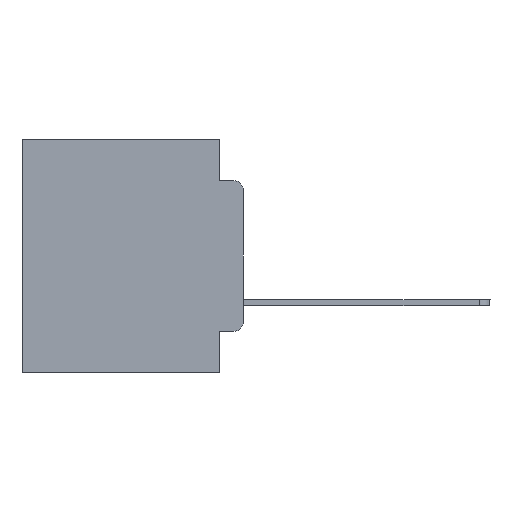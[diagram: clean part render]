
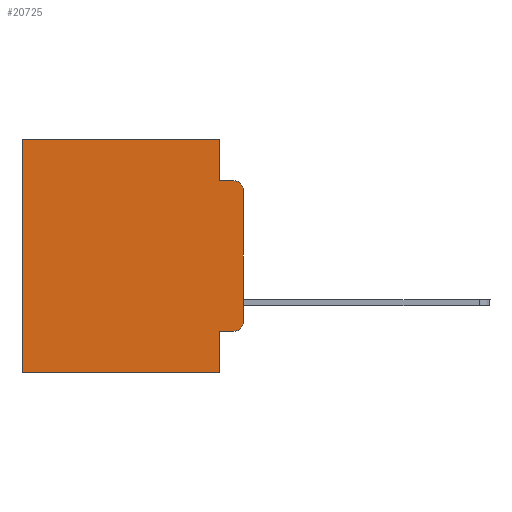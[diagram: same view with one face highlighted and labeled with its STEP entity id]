
A CAD part, left-side view. The second image highlights one B-rep face of the part: STEP entity #20725.
In plain terms, the highlighted planar face has unit normal (-1, 0, 0).
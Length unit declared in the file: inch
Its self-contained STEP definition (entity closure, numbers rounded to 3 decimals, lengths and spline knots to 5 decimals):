
#245 = DIRECTION ( 'NONE',  ( 0., 0., -1. ) ) ;
#461 = EDGE_CURVE ( 'NONE', #11264, #23075, #18841, .T. ) ;
#507 = ORIENTED_EDGE ( 'NONE', *, *, #11318, .F. ) ;
#826 = DIRECTION ( 'NONE',  ( 0., 0., -1. ) ) ;
#839 = CIRCLE ( 'NONE', #14263, 0.02 ) ;
#1719 = EDGE_CURVE ( 'NONE', #10005, #7501, #5329, .T. ) ;
#1758 = PLANE ( 'NONE',  #25348 ) ;
#1811 = EDGE_CURVE ( 'NONE', #3325, #23075, #23226, .T. ) ;
#1847 = CARTESIAN_POINT ( 'NONE',  ( 0.298, 0., 0. ) ) ;
#1905 = LINE ( 'NONE', #17861, #12062 ) ;
#2127 = LINE ( 'NONE', #21193, #10895 ) ;
#2145 = VECTOR ( 'NONE', #19264, 39.37008 ) ;
#2474 = DIRECTION ( 'NONE',  ( 0., 0., -1. ) ) ;
#2915 = EDGE_LOOP ( 'NONE', ( #507, #21568, #6751, #15018, #8777, #5663, #24323, #13921, #7082, #21066 ) ) ;
#3325 = VERTEX_POINT ( 'NONE', #25307 ) ;
#4296 = CARTESIAN_POINT ( 'NONE',  ( 0.298, 0.051, 0. ) ) ;
#4357 = DIRECTION ( 'NONE',  ( 0., 1., 0. ) ) ;
#4628 = DIRECTION ( 'NONE',  ( 0., -1., 0. ) ) ;
#4755 = CIRCLE ( 'NONE', #8555, 0.02 ) ;
#5329 = LINE ( 'NONE', #28577, #2145 ) ;
#5663 = ORIENTED_EDGE ( 'NONE', *, *, #461, .T. ) ;
#6503 = CARTESIAN_POINT ( 'NONE',  ( 0.298, 0., -0.5 ) ) ;
#6510 = CARTESIAN_POINT ( 'NONE',  ( 0.298, 0.02, -0.1085 ) ) ;
#6751 = ORIENTED_EDGE ( 'NONE', *, *, #1719, .F. ) ;
#7082 = ORIENTED_EDGE ( 'NONE', *, *, #12773, .T. ) ;
#7501 = VERTEX_POINT ( 'NONE', #16610 ) ;
#7956 = CARTESIAN_POINT ( 'NONE',  ( 0.298, 0.473, -0.5 ) ) ;
#8083 = CARTESIAN_POINT ( 'NONE',  ( 0.298, 0.02, -0.3915 ) ) ;
#8555 = AXIS2_PLACEMENT_3D ( 'NONE', #6510, #13669, #245 ) ;
#8777 = ORIENTED_EDGE ( 'NONE', *, *, #12932, .T. ) ;
#9186 = CARTESIAN_POINT ( 'NONE',  ( 0.298, 0.02, -0.4115 ) ) ;
#9333 = VECTOR ( 'NONE', #19943, 39.37008 ) ;
#9563 = VERTEX_POINT ( 'NONE', #25015 ) ;
#10005 = VERTEX_POINT ( 'NONE', #26347 ) ;
#10798 = DIRECTION ( 'NONE',  ( 0., 1., 0. ) ) ;
#10895 = VECTOR ( 'NONE', #826, 39.37008 ) ;
#11264 = VERTEX_POINT ( 'NONE', #15683 ) ;
#11318 = EDGE_CURVE ( 'NONE', #9563, #25045, #21303, .T. ) ;
#11512 = CARTESIAN_POINT ( 'NONE',  ( 0.298, 0.473, 0. ) ) ;
#12062 = VECTOR ( 'NONE', #4628, 39.37008 ) ;
#12255 = VERTEX_POINT ( 'NONE', #27020 ) ;
#12373 = FACE_OUTER_BOUND ( 'NONE', #2915, .T. ) ;
#12440 = LINE ( 'NONE', #1847, #24415 ) ;
#12682 = DIRECTION ( 'NONE',  ( 1., 0., 0. ) ) ;
#12773 = EDGE_CURVE ( 'NONE', #12255, #13399, #1905, .T. ) ;
#12932 = EDGE_CURVE ( 'NONE', #26645, #11264, #12440, .T. ) ;
#13399 = VERTEX_POINT ( 'NONE', #9186 ) ;
#13669 = DIRECTION ( 'NONE',  ( -1., 0., 0. ) ) ;
#13914 = CARTESIAN_POINT ( 'NONE',  ( 0.298, 0.051, 0. ) ) ;
#13921 = ORIENTED_EDGE ( 'NONE', *, *, #22910, .F. ) ;
#14085 = VECTOR ( 'NONE', #10798, 39.37008 ) ;
#14263 = AXIS2_PLACEMENT_3D ( 'NONE', #8083, #21268, #16841 ) ;
#14535 = EDGE_CURVE ( 'NONE', #13399, #25045, #839, .T. ) ;
#15018 = ORIENTED_EDGE ( 'NONE', *, *, #28525, .F. ) ;
#15568 = DIRECTION ( 'NONE',  ( 0., 0., -1. ) ) ;
#15625 = CARTESIAN_POINT ( 'NONE',  ( 0.298, 0., 0. ) ) ;
#15683 = CARTESIAN_POINT ( 'NONE',  ( 0.298, 0.473, 0. ) ) ;
#16610 = CARTESIAN_POINT ( 'NONE',  ( 0.298, 0.02, -0.0885 ) ) ;
#16841 = DIRECTION ( 'NONE',  ( 0., 0., -1. ) ) ;
#17579 = DIRECTION ( 'NONE',  ( 0., 0., -1. ) ) ;
#17861 = CARTESIAN_POINT ( 'NONE',  ( 0.298, 0.051, -0.4115 ) ) ;
#18841 = LINE ( 'NONE', #11512, #25167 ) ;
#19264 = DIRECTION ( 'NONE',  ( 0., -1., 0. ) ) ;
#19895 = EDGE_CURVE ( 'NONE', #9563, #7501, #4755, .T. ) ;
#19943 = DIRECTION ( 'NONE',  ( 0., 0., -1. ) ) ;
#20725 = ADVANCED_FACE ( 'NONE', ( #12373 ), #1758, .F. ) ;
#21066 = ORIENTED_EDGE ( 'NONE', *, *, #14535, .T. ) ;
#21193 = CARTESIAN_POINT ( 'NONE',  ( 0.298, 0.051, 0. ) ) ;
#21268 = DIRECTION ( 'NONE',  ( -1., 0., 0. ) ) ;
#21303 = LINE ( 'NONE', #15625, #9333 ) ;
#21568 = ORIENTED_EDGE ( 'NONE', *, *, #19895, .T. ) ;
#22823 = CARTESIAN_POINT ( 'NONE',  ( 0.298, 0., 0. ) ) ;
#22910 = EDGE_CURVE ( 'NONE', #12255, #3325, #27686, .T. ) ;
#23075 = VERTEX_POINT ( 'NONE', #7956 ) ;
#23226 = LINE ( 'NONE', #6503, #14085 ) ;
#24323 = ORIENTED_EDGE ( 'NONE', *, *, #1811, .F. ) ;
#24415 = VECTOR ( 'NONE', #4357, 39.37008 ) ;
#25015 = CARTESIAN_POINT ( 'NONE',  ( 0.298, 0., -0.1085 ) ) ;
#25045 = VERTEX_POINT ( 'NONE', #26249 ) ;
#25167 = VECTOR ( 'NONE', #2474, 39.37008 ) ;
#25307 = CARTESIAN_POINT ( 'NONE',  ( 0.298, 0.051, -0.5 ) ) ;
#25348 = AXIS2_PLACEMENT_3D ( 'NONE', #22823, #12682, #17579 ) ;
#26249 = CARTESIAN_POINT ( 'NONE',  ( 0.298, 0., -0.3915 ) ) ;
#26347 = CARTESIAN_POINT ( 'NONE',  ( 0.298, 0.051, -0.0885 ) ) ;
#26645 = VERTEX_POINT ( 'NONE', #13914 ) ;
#27014 = VECTOR ( 'NONE', #15568, 39.37008 ) ;
#27020 = CARTESIAN_POINT ( 'NONE',  ( 0.298, 0.051, -0.4115 ) ) ;
#27686 = LINE ( 'NONE', #4296, #27014 ) ;
#28525 = EDGE_CURVE ( 'NONE', #26645, #10005, #2127, .T. ) ;
#28577 = CARTESIAN_POINT ( 'NONE',  ( 0.298, 0.051, -0.0885 ) ) ;
